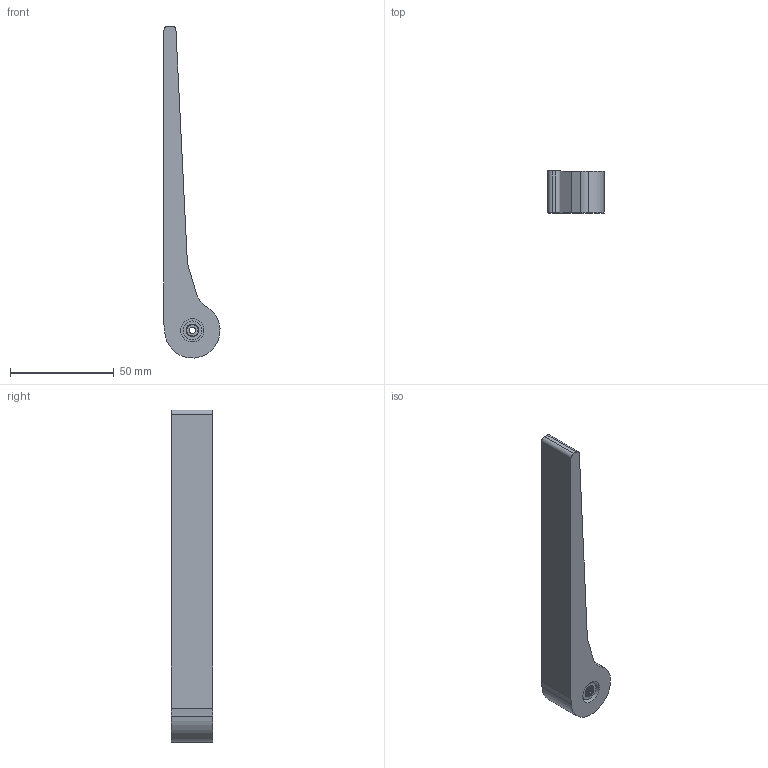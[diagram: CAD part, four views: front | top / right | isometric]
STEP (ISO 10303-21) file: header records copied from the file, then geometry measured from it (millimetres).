
FILE_DESCRIPTION(/* description */ (''),/* implementation_level */ '2;1');
FILE_NAME(/* name */ 'Separador con cosito Assembly.stp',/* time_stamp */ '2025-01-31T12:55:22-05:00',/* author */ ('sara_'),/* organization */ (''),/* preprocessor_version */ 'ST-DEVELOPER v19.2',/* originating_system */ 'Autodesk Inventor 2024',/* authorisation */ '');
FILE_SCHEMA (('AUTOMOTIVE_DESIGN { 1 0 10303 214 3 1 1 }'));
Length unit declared in the file: millimetre
Products named in the file (3): Separador con cosito Assembly; Separador; arm_2pad
Assembly tree (2 placements, depth 2):
  Separador con cosito Assembly
    Separador
    arm_2pad
Bounding box: 26.99 x 20 x 159.86 mm (x, y, z)
Volume: 35119.2 mm3; surface area: 11606 mm2
Topology: 2 solids, 2 shells, 131 faces, 369 edges, 246 vertices
Faces by surface type: plane 93, cylinder 38
Full cylindrical faces by diameter (mm): 3 x1, 5.7 x1, 7.25 x1, 9 x1, 9.25 x1, 11.2 x2
Entity records: 4396 total; most frequent: CARTESIAN_POINT 751, DIRECTION 749, ORIENTED_EDGE 738, EDGE_CURVE 369, LINE 261, VECTOR 261, VERTEX_POINT 246, AXIS2_PLACEMENT_3D 244
